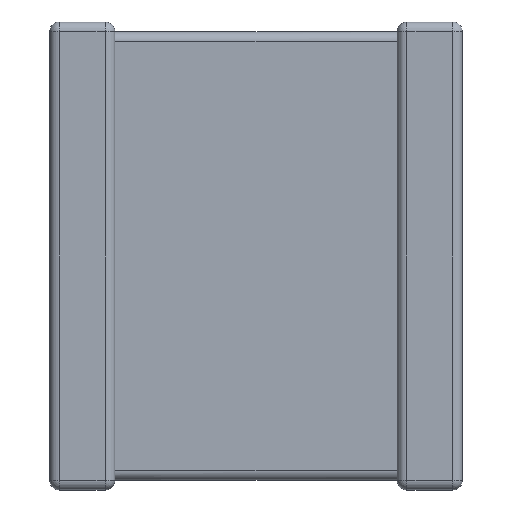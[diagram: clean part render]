
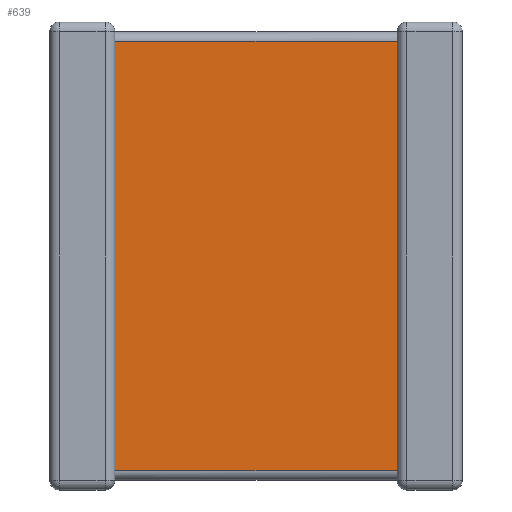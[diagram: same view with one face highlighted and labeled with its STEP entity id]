
A CAD part, front view. The second image highlights one B-rep face of the part: STEP entity #639.
In plain terms, the highlighted planar face has unit normal (0, -1, 0).
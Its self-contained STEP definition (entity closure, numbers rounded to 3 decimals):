
#305 = VERTEX_POINT ( 'NONE', #1199 ) ;
#596 = DIRECTION ( 'NONE',  ( -1., 0., 0. ) ) ;
#639 = ADVANCED_FACE ( 'NONE', ( #4340 ), #726, .T. ) ;
#726 = PLANE ( 'NONE',  #2122 ) ;
#735 = EDGE_LOOP ( 'NONE', ( #3610, #1253, #4650, #909 ) ) ;
#767 = VERTEX_POINT ( 'NONE', #4286 ) ;
#793 = EDGE_CURVE ( 'NONE', #767, #1651, #2513, .T. ) ;
#909 = ORIENTED_EDGE ( 'NONE', *, *, #3001, .T. ) ;
#970 = CARTESIAN_POINT ( 'NONE',  ( 0.95, 0.141, -0.283 ) ) ;
#1138 = VECTOR ( 'NONE', #1503, 1000. ) ;
#1192 = CARTESIAN_POINT ( 'NONE',  ( 0.95, 0.141, -6.8 ) ) ;
#1199 = CARTESIAN_POINT ( 'NONE',  ( 0.95, 0.141, -0.283 ) ) ;
#1253 = ORIENTED_EDGE ( 'NONE', *, *, #793, .T. ) ;
#1503 = DIRECTION ( 'NONE',  ( 1., 0., 0. ) ) ;
#1546 = DIRECTION ( 'NONE',  ( 0., 0., 1. ) ) ;
#1651 = VERTEX_POINT ( 'NONE', #2100 ) ;
#1935 = DIRECTION ( 'NONE',  ( 0., 0., -1. ) ) ;
#1980 = CARTESIAN_POINT ( 'NONE',  ( 0.95, 0.141, -6.8 ) ) ;
#2100 = CARTESIAN_POINT ( 'NONE',  ( 5.05, 0.141, -6.517 ) ) ;
#2122 = AXIS2_PLACEMENT_3D ( 'NONE', #1980, #4448, #1935 ) ;
#2322 = VECTOR ( 'NONE', #4105, 1000. ) ;
#2468 = VECTOR ( 'NONE', #596, 1000. ) ;
#2513 = LINE ( 'NONE', #2539, #1138 ) ;
#2539 = CARTESIAN_POINT ( 'NONE',  ( 5.05, 0.141, -6.517 ) ) ;
#2661 = LINE ( 'NONE', #1192, #2322 ) ;
#2795 = VECTOR ( 'NONE', #1546, 1000. ) ;
#3001 = EDGE_CURVE ( 'NONE', #3266, #305, #3856, .T. ) ;
#3266 = VERTEX_POINT ( 'NONE', #4631 ) ;
#3470 = LINE ( 'NONE', #4528, #2795 ) ;
#3610 = ORIENTED_EDGE ( 'NONE', *, *, #4388, .F. ) ;
#3856 = LINE ( 'NONE', #970, #2468 ) ;
#4105 = DIRECTION ( 'NONE',  ( 0., 0., 1. ) ) ;
#4286 = CARTESIAN_POINT ( 'NONE',  ( 0.95, 0.141, -6.517 ) ) ;
#4340 = FACE_OUTER_BOUND ( 'NONE', #735, .T. ) ;
#4378 = EDGE_CURVE ( 'NONE', #1651, #3266, #3470, .T. ) ;
#4388 = EDGE_CURVE ( 'NONE', #767, #305, #2661, .T. ) ;
#4448 = DIRECTION ( 'NONE',  ( 0., -1., 0. ) ) ;
#4528 = CARTESIAN_POINT ( 'NONE',  ( 5.05, 0.141, -6.8 ) ) ;
#4631 = CARTESIAN_POINT ( 'NONE',  ( 5.05, 0.141, -0.283 ) ) ;
#4650 = ORIENTED_EDGE ( 'NONE', *, *, #4378, .T. ) ;
